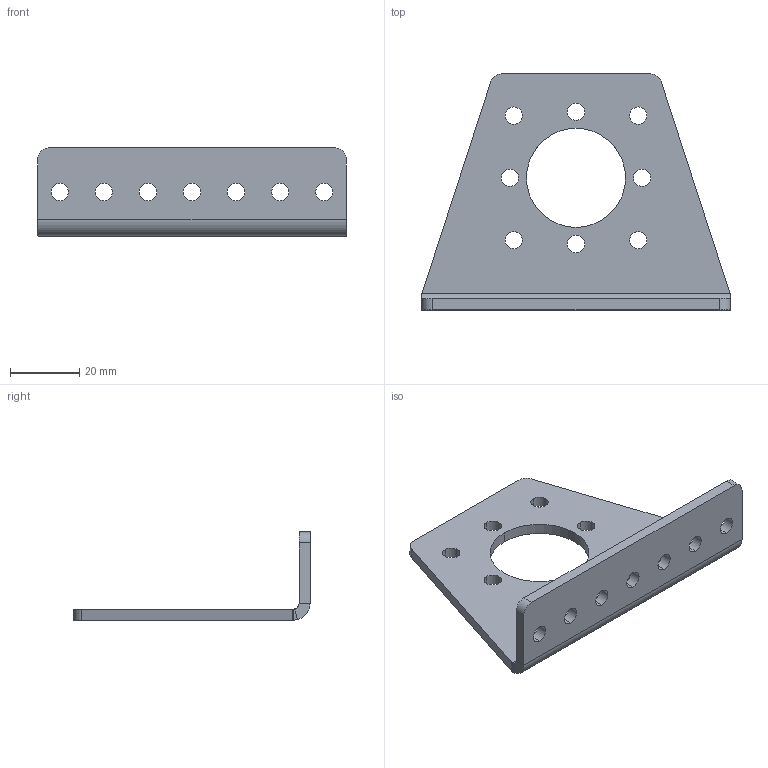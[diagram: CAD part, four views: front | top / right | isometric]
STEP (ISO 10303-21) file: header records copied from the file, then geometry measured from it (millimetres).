
FILE_DESCRIPTION (( 'STEP AP203' ), '1' );
FILE_NAME ('am-4244a 0.5IN Bearing Bent Side Mount Gusset.STEP', '2025-01-22T17:19:19', ( '' ), ( '' ), 'SwSTEP 2.0', 'SolidWorks 2024', '' );
FILE_SCHEMA (( 'CONFIG_CONTROL_DESIGN' ));
Length unit declared in the file: inch
Products named in the file (1): am-4244a 0.5IN Bearing Bent Side Mount Gusset
Bounding box: 88.9 x 68.04 x 25.4 mm (x, y, z)
Volume: 17949.7 mm3; surface area: 13342.9 mm2
Topology: 1 solids, 1 shells, 54 faces, 148 edges, 96 vertices
Faces by surface type: cylinder 40, plane 12, bspline 2
Entity records: 1917 total; most frequent: CARTESIAN_POINT 347, DIRECTION 326, ORIENTED_EDGE 296, EDGE_CURVE 148, AXIS2_PLACEMENT_3D 133, VERTEX_POINT 96, EDGE_LOOP 86, CIRCLE 80
